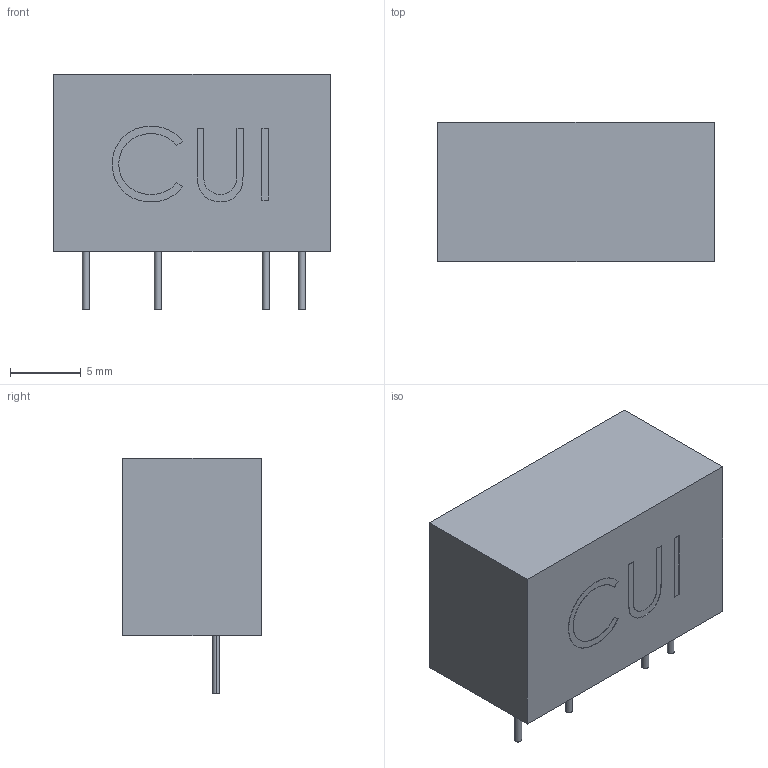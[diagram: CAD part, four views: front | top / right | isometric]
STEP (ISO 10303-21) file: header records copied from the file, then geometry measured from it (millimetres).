
FILE_DESCRIPTION (( 'STEP AP214' ), '1' );
FILE_NAME ('CUI MODULE.STEP', '2018-11-15T20:24:19', ( '' ), ( '' ), 'SwSTEP 2.0', 'SolidWorks 2015', '' );
FILE_SCHEMA (( 'AUTOMOTIVE_DESIGN' ));
Length unit declared in the file: inch
Products named in the file (1): CUI MODULE
Bounding box: 19.5 x 9.8 x 16.6 mm (x, y, z)
Volume: 2391.6 mm3; surface area: 1142 mm2
Topology: 1 solids, 1 shells, 49 faces, 120 edges, 80 vertices
Faces by surface type: plane 25, bspline 16, cylinder 8
Entity records: 3019 total; most frequent: CARTESIAN_POINT 1274, ORIENTED_EDGE 240, DIRECTION 172, EDGE_CURVE 120, VERTEX_POINT 80, VECTOR 72, LINE 72, EDGE_LOOP 56
